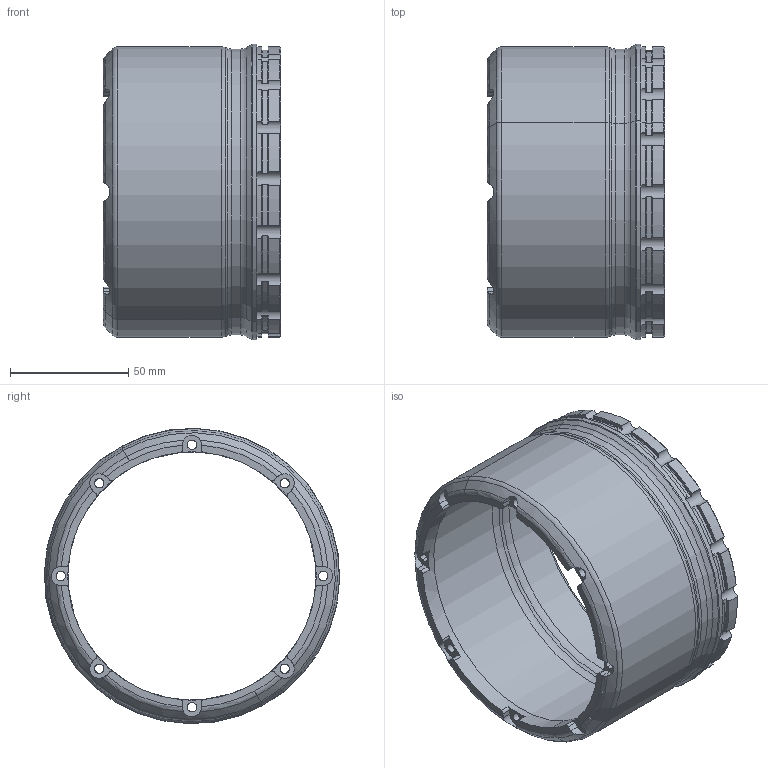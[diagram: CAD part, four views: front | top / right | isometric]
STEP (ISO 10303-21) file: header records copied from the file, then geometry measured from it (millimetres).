
FILE_DESCRIPTION(('CATIA V5 STEP Exchange'),'2;1');
FILE_NAME('mod-1543-RD5-adaptateur-NV-plateau-34dts-cote-RL.stp','2018-02-14T21:28:26+00:00',('none'),('none'),'CATIA Version 5 Release 19 GA (IN-10)','CATIA V5 STEP AP203','none');
FILE_SCHEMA(('CONFIG_CONTROL_DESIGN'));
Length unit declared in the file: millimetre
Products named in the file (1): mod-1543-RD5-adaptateur-NV-plateau-34dts-cote-RL
Bounding box: 75 x 124.97 x 124.97 mm (x, y, z)
Volume: 85987.4 mm3; surface area: 63410.3 mm2
Topology: 1 solids, 1 shells, 288 faces, 855 edges, 562 vertices
Faces by surface type: cylinder 126, plane 69, torus 64, cone 29
Entity records: 9037 total; most frequent: CARTESIAN_POINT 2342, ORIENTED_EDGE 1710, DIRECTION 889, EDGE_CURVE 855, AXIS2_PLACEMENT_3D 566, VERTEX_POINT 562, CIRCLE 469, EDGE_LOOP 299
